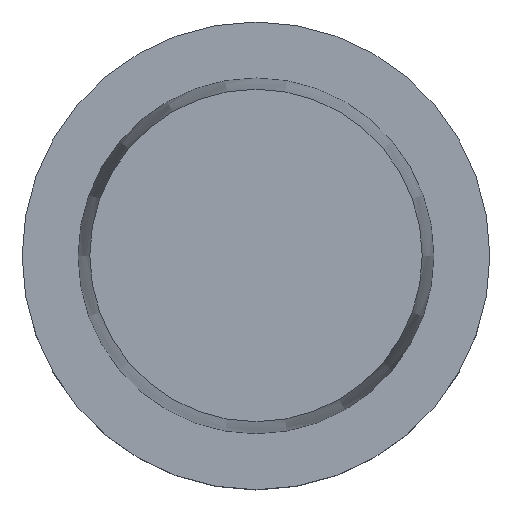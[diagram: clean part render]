
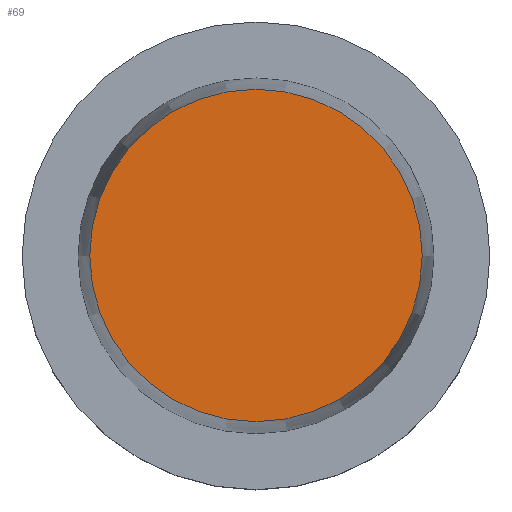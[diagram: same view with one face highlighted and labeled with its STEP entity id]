
A CAD part, top view. The second image highlights one B-rep face of the part: STEP entity #69.
In plain terms, the highlighted planar face has unit normal (0, 0, 1).
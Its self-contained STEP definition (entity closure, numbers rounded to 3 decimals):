
#36=FACE_OUTER_BOUND('',#154,.T.);
#43=PLANE('',#349);
#69=ADVANCED_FACE('',(#36),#43,.T.);
#154=EDGE_LOOP('',(#198));
#198=ORIENTED_EDGE('',*,*,#250,.T.);
#228=VERTEX_POINT('',#517);
#250=EDGE_CURVE('',#228,#228,#272,.T.);
#272=CIRCLE('',#348,35.508);
#348=AXIS2_PLACEMENT_3D('',#516,#433,#434);
#349=AXIS2_PLACEMENT_3D('',#518,#435,#436);
#433=DIRECTION('',(0.,0.,1.));
#434=DIRECTION('',(1.,0.,0.));
#435=DIRECTION('',(0.,0.,1.));
#436=DIRECTION('',(-1.,0.,0.));
#516=CARTESIAN_POINT('',(0.,0.,49.9));
#517=CARTESIAN_POINT('',(35.508,0.,49.9));
#518=CARTESIAN_POINT('',(-26.53,0.,49.9));
